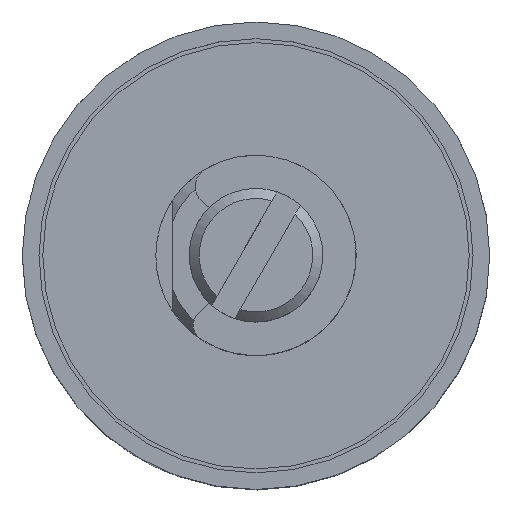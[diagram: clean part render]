
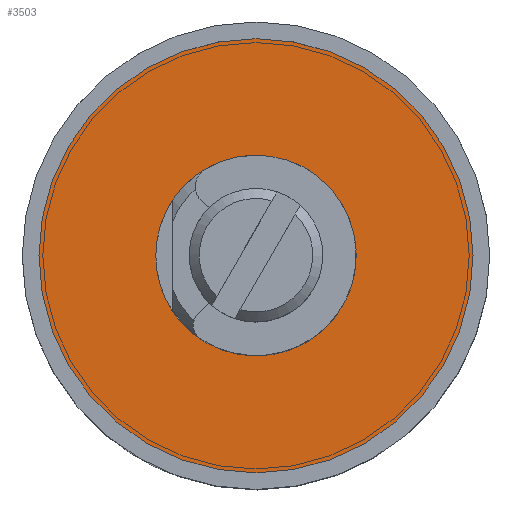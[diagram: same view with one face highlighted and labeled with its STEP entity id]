
A CAD part, top view. The second image highlights one B-rep face of the part: STEP entity #3503.
In plain terms, the highlighted planar face has unit normal (0, 0, 1).
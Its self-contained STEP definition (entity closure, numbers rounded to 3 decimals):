
#4 = DIRECTION ( 'NONE',  ( 1., 0., 0. ) ) ;
#764 = AXIS2_PLACEMENT_3D ( 'NONE', #8779, #800, #4 ) ;
#800 = DIRECTION ( 'NONE',  ( 0., 0., 1. ) ) ;
#840 = AXIS2_PLACEMENT_3D ( 'NONE', #1769, #6852, #4677 ) ;
#951 = CARTESIAN_POINT ( 'NONE',  ( 3., 0., 0.5 ) ) ;
#1147 = AXIS2_PLACEMENT_3D ( 'NONE', #951, #8822, #4429 ) ;
#1489 = CARTESIAN_POINT ( 'NONE',  ( 6.5, 0., 0.5 ) ) ;
#1737 = CIRCLE ( 'NONE', #764, 6.5 ) ;
#1769 = CARTESIAN_POINT ( 'NONE',  ( 0., 0., 0.5 ) ) ;
#1943 = EDGE_LOOP ( 'NONE', ( #4041 ) ) ;
#2054 = FACE_OUTER_BOUND ( 'NONE', #9396, .T. ) ;
#2818 = CIRCLE ( 'NONE', #840, 3. ) ;
#3424 = VERTEX_POINT ( 'NONE', #7226 ) ;
#3503 = ADVANCED_FACE ( 'NONE', ( #3992, #2054 ), #8757, .T. ) ;
#3769 = EDGE_CURVE ( 'NONE', #5264, #5264, #1737, .T. ) ;
#3992 = FACE_BOUND ( 'NONE', #1943, .T. ) ;
#4041 = ORIENTED_EDGE ( 'NONE', *, *, #6556, .T. ) ;
#4429 = DIRECTION ( 'NONE',  ( 1., 0., 0. ) ) ;
#4677 = DIRECTION ( 'NONE',  ( -1., 0., 0. ) ) ;
#5264 = VERTEX_POINT ( 'NONE', #1489 ) ;
#6556 = EDGE_CURVE ( 'NONE', #3424, #3424, #2818, .T. ) ;
#6852 = DIRECTION ( 'NONE',  ( 0., 0., -1. ) ) ;
#7226 = CARTESIAN_POINT ( 'NONE',  ( -3., 0., 0.5 ) ) ;
#8757 = PLANE ( 'NONE',  #1147 ) ;
#8779 = CARTESIAN_POINT ( 'NONE',  ( 0., 0., 0.5 ) ) ;
#8822 = DIRECTION ( 'NONE',  ( 0., 0., 1. ) ) ;
#9208 = ORIENTED_EDGE ( 'NONE', *, *, #3769, .T. ) ;
#9396 = EDGE_LOOP ( 'NONE', ( #9208 ) ) ;
